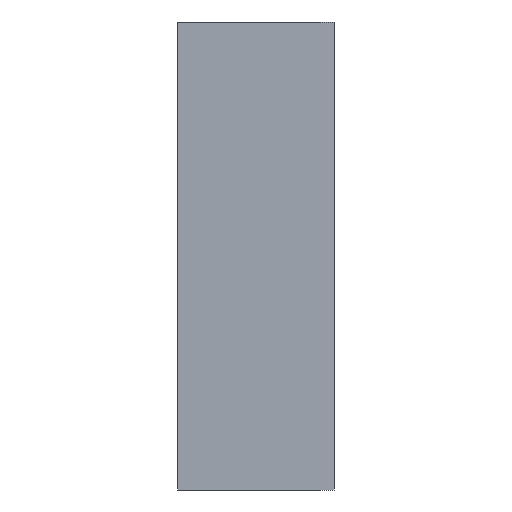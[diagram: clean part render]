
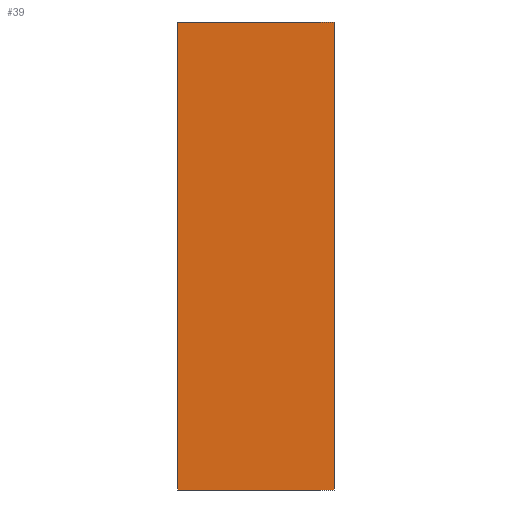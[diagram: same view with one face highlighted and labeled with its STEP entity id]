
A CAD part, left-side view. The second image highlights one B-rep face of the part: STEP entity #39.
In plain terms, the highlighted planar face has unit normal (-1, 0, 0).
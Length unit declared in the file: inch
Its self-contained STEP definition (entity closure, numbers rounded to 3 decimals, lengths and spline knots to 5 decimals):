
#24 = DIRECTION ( 'NONE',  ( -1., 0., 0. ) ) ;
#36 = CARTESIAN_POINT ( 'NONE',  ( 0., 0., 0. ) ) ;
#39 = ADVANCED_FACE ( 'NONE', ( #188 ), #215, .T. ) ;
#42 = CARTESIAN_POINT ( 'NONE',  ( 0., 0., 0.75 ) ) ;
#72 = EDGE_CURVE ( 'NONE', #321, #210, #370, .T. ) ;
#80 = VERTEX_POINT ( 'NONE', #345 ) ;
#103 = LINE ( 'NONE', #374, #279 ) ;
#128 = EDGE_CURVE ( 'NONE', #262, #210, #103, .T. ) ;
#157 = LINE ( 'NONE', #303, #161 ) ;
#159 = DIRECTION ( 'NONE',  ( 0., 1., 0. ) ) ;
#161 = VECTOR ( 'NONE', #159, 39.37008 ) ;
#163 = ORIENTED_EDGE ( 'NONE', *, *, #298, .F. ) ;
#167 = CARTESIAN_POINT ( 'NONE',  ( 0., 0.25, 0. ) ) ;
#170 = VECTOR ( 'NONE', #355, 39.37008 ) ;
#178 = CARTESIAN_POINT ( 'NONE',  ( 0., 0., 0. ) ) ;
#188 = FACE_OUTER_BOUND ( 'NONE', #269, .T. ) ;
#210 = VERTEX_POINT ( 'NONE', #167 ) ;
#213 = ORIENTED_EDGE ( 'NONE', *, *, #378, .T. ) ;
#215 = PLANE ( 'NONE',  #260 ) ;
#219 = CARTESIAN_POINT ( 'NONE',  ( 0., 0., 0.75 ) ) ;
#221 = DIRECTION ( 'NONE',  ( 0., 0., -1. ) ) ;
#260 = AXIS2_PLACEMENT_3D ( 'NONE', #219, #24, #331 ) ;
#262 = VERTEX_POINT ( 'NONE', #295 ) ;
#269 = EDGE_LOOP ( 'NONE', ( #327, #163, #213, #385 ) ) ;
#279 = VECTOR ( 'NONE', #221, 39.37008 ) ;
#295 = CARTESIAN_POINT ( 'NONE',  ( 0., 0.25, 0.75 ) ) ;
#298 = EDGE_CURVE ( 'NONE', #80, #321, #318, .T. ) ;
#303 = CARTESIAN_POINT ( 'NONE',  ( 0., 0., 0.75 ) ) ;
#318 = LINE ( 'NONE', #42, #170 ) ;
#321 = VERTEX_POINT ( 'NONE', #178 ) ;
#327 = ORIENTED_EDGE ( 'NONE', *, *, #72, .F. ) ;
#331 = DIRECTION ( 'NONE',  ( 0., 0., 1. ) ) ;
#345 = CARTESIAN_POINT ( 'NONE',  ( 0., 0., 0.75 ) ) ;
#346 = VECTOR ( 'NONE', #376, 39.37008 ) ;
#355 = DIRECTION ( 'NONE',  ( 0., 0., -1. ) ) ;
#370 = LINE ( 'NONE', #36, #346 ) ;
#374 = CARTESIAN_POINT ( 'NONE',  ( 0., 0.25, 0.75 ) ) ;
#376 = DIRECTION ( 'NONE',  ( 0., 1., 0. ) ) ;
#378 = EDGE_CURVE ( 'NONE', #80, #262, #157, .T. ) ;
#385 = ORIENTED_EDGE ( 'NONE', *, *, #128, .T. ) ;
